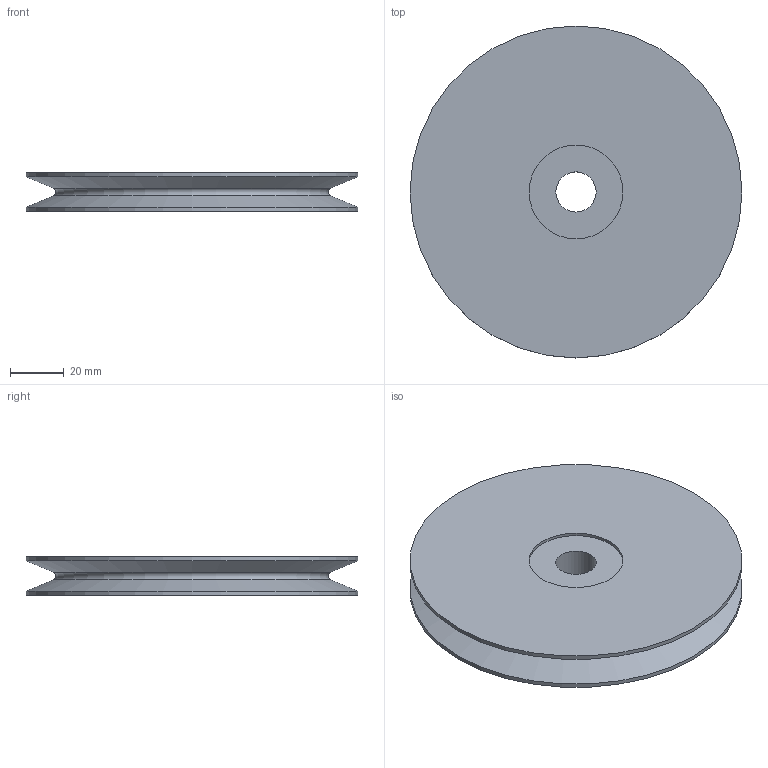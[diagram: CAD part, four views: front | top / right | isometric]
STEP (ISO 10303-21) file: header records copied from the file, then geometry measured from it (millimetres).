
FILE_DESCRIPTION (( 'STEP AP203' ), '1' );
FILE_NAME ('250814 STEP 3-400575-00_6811.STEP', '2025-08-14T10:46:15', ( '' ), ( '' ), 'SwSTEP 2.0', 'SolidWorks 2024', '' );
FILE_SCHEMA (( 'CONFIG_CONTROL_DESIGN' ));
Length unit declared in the file: millimetre
Products named in the file (1): 250814 STEP 3-400575-00_6811
Bounding box: 123.8 x 123.8 x 14.3 mm (x, y, z)
Volume: 141200.9 mm3; surface area: 34710.2 mm2
Topology: 1 solids, 1 shells, 12 faces, 20 edges, 12 vertices
Faces by surface type: cylinder 5, plane 4, cone 2, torus 1
Full cylindrical faces by diameter (mm): 15 x1, 24 x1, 35 x1, 123.8 x2
Entity records: 325 total; most frequent: DIRECTION 50, CARTESIAN_POINT 37, AXIS2_PLACEMENT_3D 25, ORIENTED_EDGE 24, EDGE_LOOP 24, FACE_OUTER_BOUND 18, ADVANCED_FACE 12, VERTEX_POINT 12
